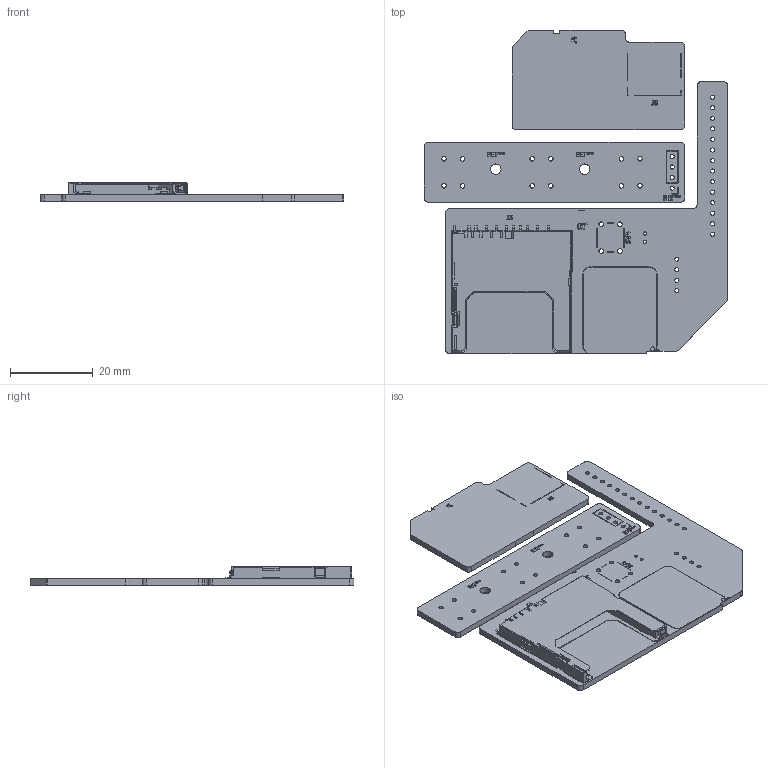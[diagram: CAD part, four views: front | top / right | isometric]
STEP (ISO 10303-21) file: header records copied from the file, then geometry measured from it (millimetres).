
FILE_DESCRIPTION(('KiCad electronic assembly'),'2;1');
FILE_NAME('pcb.step','2025-06-28T17:48:29',('Pcbnew'),('Kicad'), 'Open CASCADE STEP processor 7.8','KiCad to STEP converter','Unknown' );
FILE_SCHEMA(('AUTOMOTIVE_DESIGN { 1 0 10303 214 1 1 1 1 }'));
Length unit declared in the file: millimetre
Products named in the file (8): pcb 1; SD_Kyocera_145638009511859+; ultraterm-nobites_silkscreen; ultraterm-nobites_PCB_1; ultraterm-nobites_PCB_2; ultraterm-nobites_PCB_3; pcb 2; pcb 3
Assembly tree (5 placements, depth 2):
  pcb 1
    SD_Kyocera_145638009511859+
    ultraterm-nobites_silkscreen
    ultraterm-nobites_PCB_1
    ultraterm-nobites_PCB_2
    ultraterm-nobites_PCB_3
  pcb 2
  pcb 3
Bounding box: 73.14 x 78 x 4.52 mm (x, y, z)
Volume: 7230.1 mm3; surface area: 11701.7 mm2
Topology: 7 solids, 102 shells, 937 faces, 3577 edges, 2754 vertices
Faces by surface type: plane 720, cylinder 194, bspline 15, cone 8
Full cylindrical faces by diameter (mm): 0.75 x2, 1 x22, 1.1 x16, 1.5 x2, 2.5 x2
Entity records: 43719 total; most frequent: CARTESIAN_POINT 12494, ORIENTED_EDGE 5989, DIRECTION 5875, EDGE_CURVE 3571, VERTEX_POINT 2754, LINE 2621, VECTOR 2621, AXIS2_PLACEMENT_3D 1627
